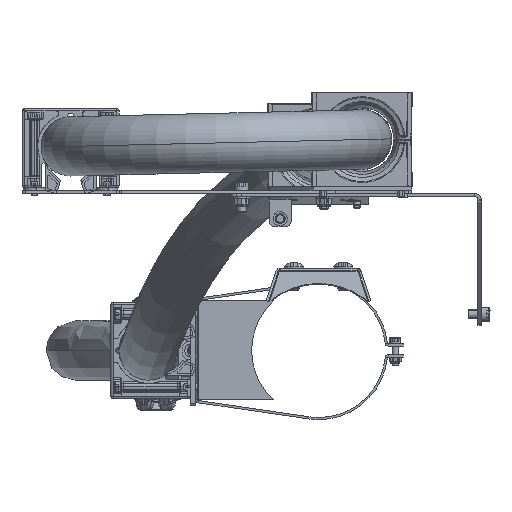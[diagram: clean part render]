
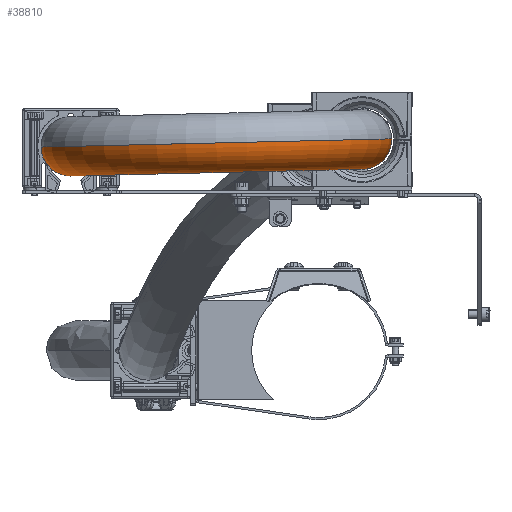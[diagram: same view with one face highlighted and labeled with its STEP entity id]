
A CAD part, left-side view. The second image highlights one B-rep face of the part: STEP entity #38810.
In plain terms, the highlighted toroidal (fillet/blend) face has major radius 132.635 mm and minor radius 27 mm.
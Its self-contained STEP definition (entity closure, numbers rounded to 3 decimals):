
#1244 = CARTESIAN_POINT ( 'NONE',  ( -329.162, 225.7, 2070.8 ) ) ;
#1744 = CIRCLE ( 'NONE', #150073, 159.635 ) ;
#2040 = CARTESIAN_POINT ( 'NONE',  ( -329.162, -66.489, 2077.631 ) ) ;
#2429 = FACE_OUTER_BOUND ( 'NONE', #24928, .T. ) ;
#5031 = DIRECTION ( 'NONE',  ( -1., 0., 0. ) ) ;
#7213 = ORIENTED_EDGE ( 'NONE', *, *, #96129, .F. ) ;
#8158 = CARTESIAN_POINT ( 'NONE',  ( -329.162, -39.497, 2077. ) ) ;
#10140 = CIRCLE ( 'NONE', #144229, 105.635 ) ;
#10441 = CARTESIAN_POINT ( 'NONE',  ( -329.162, -39.497, 2050. ) ) ;
#12995 = ORIENTED_EDGE ( 'NONE', *, *, #80229, .T. ) ;
#13412 = DIRECTION ( 'NONE',  ( 0., 0.983, -0.186 ) ) ;
#20370 = DIRECTION ( 'NONE',  ( 0., -0.99, -0.14 ) ) ;
#24695 = CARTESIAN_POINT ( 'NONE',  ( -329.162, 225.7, 2043.8 ) ) ;
#24928 = EDGE_LOOP ( 'NONE', ( #12995, #153615, #112811, #150215, #7213, #140980 ) ) ;
#31011 = DIRECTION ( 'NONE',  ( 0., -0.023, -1. ) ) ;
#34726 = TOROIDAL_SURFACE ( 'NONE', #59129, 132.635, 27. ) ;
#38810 = ADVANCED_FACE ( 'NONE', ( #2429 ), #34726, .T. ) ;
#40269 = CARTESIAN_POINT ( 'NONE',  ( -329.162, 225.7, 2070.8 ) ) ;
#51740 = CARTESIAN_POINT ( 'NONE',  ( -329.162, 93.102, 2073.9 ) ) ;
#52534 = DIRECTION ( 'NONE',  ( 0., 0.983, -0.186 ) ) ;
#55492 = CIRCLE ( 'NONE', #85971, 27. ) ;
#59129 = AXIS2_PLACEMENT_3D ( 'NONE', #51740, #75606, #63925 ) ;
#62453 = CARTESIAN_POINT ( 'NONE',  ( -329.162, 93.102, 2073.9 ) ) ;
#63925 = DIRECTION ( 'NONE',  ( 0., 1., -0.023 ) ) ;
#64307 = AXIS2_PLACEMENT_3D ( 'NONE', #77744, #5031, #90044 ) ;
#66209 = VERTEX_POINT ( 'NONE', #75581 ) ;
#70162 = CARTESIAN_POINT ( 'NONE',  ( -329.162, 252.693, 2070.169 ) ) ;
#71884 = EDGE_CURVE ( 'NONE', #66209, #126431, #55492, .T. ) ;
#74647 = DIRECTION ( 'NONE',  ( 0., 1., -0.023 ) ) ;
#75581 = CARTESIAN_POINT ( 'NONE',  ( -329.162, 198.707, 2071.431 ) ) ;
#75606 = DIRECTION ( 'NONE',  ( 0., -0.023, -1. ) ) ;
#77744 = CARTESIAN_POINT ( 'NONE',  ( -329.162, -39.497, 2077. ) ) ;
#80229 = EDGE_CURVE ( 'NONE', #94336, #103641, #93972, .T. ) ;
#85971 = AXIS2_PLACEMENT_3D ( 'NONE', #40269, #125344, #52534 ) ;
#86280 = DIRECTION ( 'NONE',  ( 1., 0., 0. ) ) ;
#89114 = CIRCLE ( 'NONE', #156263, 27. ) ;
#90044 = DIRECTION ( 'NONE',  ( 0., -0.99, -0.14 ) ) ;
#93211 = DIRECTION ( 'NONE',  ( -1., 0., 0. ) ) ;
#93972 = CIRCLE ( 'NONE', #64307, 27. ) ;
#94336 = VERTEX_POINT ( 'NONE', #10441 ) ;
#96129 = EDGE_CURVE ( 'NONE', #104887, #66209, #10140, .T. ) ;
#100006 = CARTESIAN_POINT ( 'NONE',  ( -329.162, -12.504, 2076.369 ) ) ;
#103641 = VERTEX_POINT ( 'NONE', #2040 ) ;
#103874 = CARTESIAN_POINT ( 'NONE',  ( -329.162, 93.102, 2073.9 ) ) ;
#104887 = VERTEX_POINT ( 'NONE', #100006 ) ;
#112811 = ORIENTED_EDGE ( 'NONE', *, *, #136168, .F. ) ;
#116106 = DIRECTION ( 'NONE',  ( 0., 1., -0.023 ) ) ;
#125344 = DIRECTION ( 'NONE',  ( 1., 0., 0. ) ) ;
#126431 = VERTEX_POINT ( 'NONE', #24695 ) ;
#131538 = EDGE_CURVE ( 'NONE', #104887, #94336, #151798, .T. ) ;
#133258 = AXIS2_PLACEMENT_3D ( 'NONE', #8158, #93211, #20370 ) ;
#136168 = EDGE_CURVE ( 'NONE', #126431, #138057, #89114, .T. ) ;
#138057 = VERTEX_POINT ( 'NONE', #70162 ) ;
#140980 = ORIENTED_EDGE ( 'NONE', *, *, #131538, .T. ) ;
#144229 = AXIS2_PLACEMENT_3D ( 'NONE', #103874, #31011, #116106 ) ;
#144730 = EDGE_CURVE ( 'NONE', #103641, #138057, #1744, .T. ) ;
#147549 = DIRECTION ( 'NONE',  ( 0., -0.023, -1. ) ) ;
#150073 = AXIS2_PLACEMENT_3D ( 'NONE', #62453, #147549, #74647 ) ;
#150215 = ORIENTED_EDGE ( 'NONE', *, *, #71884, .F. ) ;
#151798 = CIRCLE ( 'NONE', #133258, 27. ) ;
#153615 = ORIENTED_EDGE ( 'NONE', *, *, #144730, .T. ) ;
#156263 = AXIS2_PLACEMENT_3D ( 'NONE', #1244, #86280, #13412 ) ;
